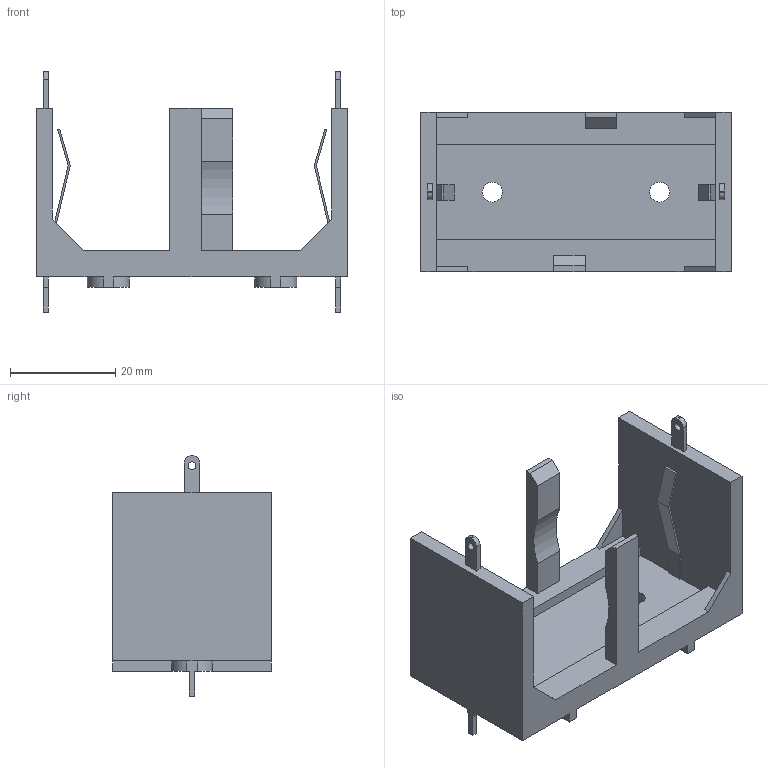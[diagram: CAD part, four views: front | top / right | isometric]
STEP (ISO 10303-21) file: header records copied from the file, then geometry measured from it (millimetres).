
FILE_DESCRIPTION(/* description */ ('model of BatteryHolder_Bulgin_BX0036_1xC'),/* implementation_level */ '2;1');
FILE_NAME(/* name */ 'BatteryHolder_Bulgin_BX0036_1xC.step',/* time_stamp */ '2018-12-13T15:58:20',/* author */ ('kicad StepUp','ksu'),/* organization */ ('FreeCAD'),/* preprocessor_version */ 'OCC',/* originating_system */ 'kicad StepUp',/* authorisation */ '');
FILE_SCHEMA(('AUTOMOTIVE_DESIGN { 1 0 10303 214 1 1 1 1 }'));
Length unit declared in the file: millimetre
Products named in the file (1): BX0036
Bounding box: 59.1 x 30.2 x 45.7 mm (x, y, z)
Volume: 13222.5 mm3; surface area: 10208.2 mm2
Topology: 1 solids, 1 shells, 104 faces, 300 edges, 202 vertices
Faces by surface type: plane 90, cylinder 14
Full cylindrical faces by diameter (mm): 1.5 x2, 3.8 x2
Entity records: 2344 total; most frequent: ORIENTED_EDGE 462, CARTESIAN_POINT 345, EDGE_CURVE 300, LINE 234, VERTEX_POINT 202, FACE_BOUND 116, EDGE_LOOP 116, AXIS2_PLACEMENT_3D 111
